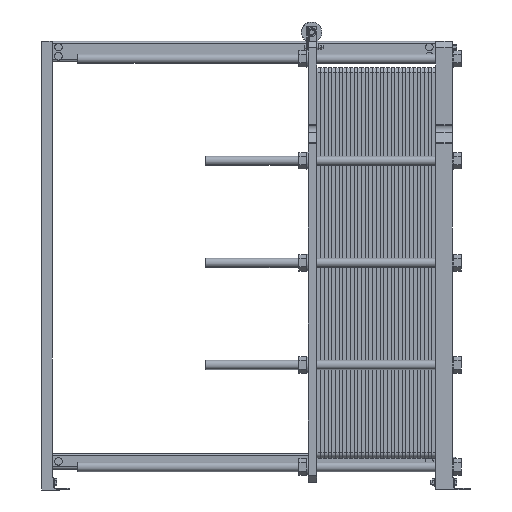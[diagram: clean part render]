
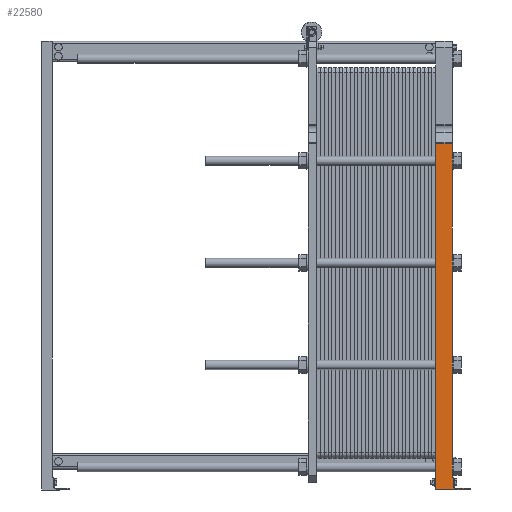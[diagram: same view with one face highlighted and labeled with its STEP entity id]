
A CAD part, left-side view. The second image highlights one B-rep face of the part: STEP entity #22580.
In plain terms, the highlighted planar face has unit normal (-1, 0, 0).
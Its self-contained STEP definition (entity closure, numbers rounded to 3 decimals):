
#3779=PLANE('',#23901);
#4601=FACE_OUTER_BOUND('',#5859,.T.);
#5859=EDGE_LOOP('',(#18763,#18764,#18765,#18766,#18767,#18768,#18769,#18770,
#18771,#18772,#18773,#18774,#18775,#18776,#18777,#18778,#18779,#18780,#18781));
#6871=CIRCLE('',#23871,3.5);
#6874=CIRCLE('',#23882,3.5);
#6875=CIRCLE('',#23885,7.);
#8417=LINE('',#34153,#10915);
#8418=LINE('',#34163,#10916);
#8423=LINE('',#34213,#10921);
#8424=LINE('',#34223,#10922);
#8634=LINE('',#34925,#11132);
#8666=LINE('',#35047,#11164);
#8678=LINE('',#35074,#11176);
#8680=LINE('',#35080,#11178);
#8681=LINE('',#35083,#11179);
#8695=LINE('',#35120,#11193);
#8696=LINE('',#35121,#11194);
#8697=LINE('',#35122,#11195);
#8698=LINE('',#35123,#11196);
#8699=LINE('',#35124,#11197);
#8708=LINE('',#35149,#11206);
#8709=LINE('',#35150,#11207);
#10915=VECTOR('',#26628,10.);
#10916=VECTOR('',#26641,10.);
#10921=VECTOR('',#26706,10.);
#10922=VECTOR('',#26719,10.);
#11132=VECTOR('',#27419,10.);
#11164=VECTOR('',#27527,10.);
#11176=VECTOR('',#27555,10.);
#11178=VECTOR('',#27563,10.);
#11179=VECTOR('',#27566,10.);
#11193=VECTOR('',#27594,10.);
#11194=VECTOR('',#27595,10.);
#11195=VECTOR('',#27596,10.);
#11196=VECTOR('',#27597,10.);
#11197=VECTOR('',#27598,10.);
#11206=VECTOR('',#27621,10.);
#11207=VECTOR('',#27622,10.);
#13366=VERTEX_POINT('',#34148);
#13367=VERTEX_POINT('',#34149);
#13369=VERTEX_POINT('',#34158);
#13370=VERTEX_POINT('',#34159);
#13384=VERTEX_POINT('',#34208);
#13385=VERTEX_POINT('',#34209);
#13387=VERTEX_POINT('',#34218);
#13388=VERTEX_POINT('',#34219);
#13634=VERTEX_POINT('',#34922);
#13635=VERTEX_POINT('',#34924);
#13683=VERTEX_POINT('',#35031);
#13684=VERTEX_POINT('',#35033);
#13687=VERTEX_POINT('',#35045);
#13692=VERTEX_POINT('',#35066);
#13693=VERTEX_POINT('',#35068);
#13694=VERTEX_POINT('',#35072);
#13695=VERTEX_POINT('',#35076);
#13696=VERTEX_POINT('',#35082);
#13712=VERTEX_POINT('',#35118);
#15154=EDGE_CURVE('',#13366,#13367,#8417,.T.);
#15158=EDGE_CURVE('',#13369,#13370,#8418,.T.);
#15178=EDGE_CURVE('',#13384,#13385,#8423,.T.);
#15182=EDGE_CURVE('',#13387,#13388,#8424,.T.);
#15496=EDGE_CURVE('',#13635,#13634,#8634,.T.);
#15549=EDGE_CURVE('',#13684,#13683,#6871,.T.);
#15556=EDGE_CURVE('',#13683,#13687,#8666,.T.);
#15567=EDGE_CURVE('',#13693,#13692,#6874,.T.);
#15570=EDGE_CURVE('',#13692,#13694,#8678,.T.);
#15572=EDGE_CURVE('',#13694,#13695,#6875,.T.);
#15573=EDGE_CURVE('',#13695,#13684,#8680,.T.);
#15574=EDGE_CURVE('',#13696,#13693,#8681,.T.);
#15594=EDGE_CURVE('',#13712,#13387,#8695,.T.);
#15595=EDGE_CURVE('',#13388,#13369,#8696,.T.);
#15596=EDGE_CURVE('',#13370,#13384,#8697,.T.);
#15597=EDGE_CURVE('',#13385,#13366,#8698,.T.);
#15598=EDGE_CURVE('',#13367,#13687,#8699,.T.);
#15613=EDGE_CURVE('',#13634,#13696,#8708,.T.);
#15614=EDGE_CURVE('',#13635,#13712,#8709,.T.);
#18763=ORIENTED_EDGE('',*,*,#15496,.T.);
#18764=ORIENTED_EDGE('',*,*,#15613,.T.);
#18765=ORIENTED_EDGE('',*,*,#15574,.T.);
#18766=ORIENTED_EDGE('',*,*,#15567,.T.);
#18767=ORIENTED_EDGE('',*,*,#15570,.T.);
#18768=ORIENTED_EDGE('',*,*,#15572,.T.);
#18769=ORIENTED_EDGE('',*,*,#15573,.T.);
#18770=ORIENTED_EDGE('',*,*,#15549,.T.);
#18771=ORIENTED_EDGE('',*,*,#15556,.T.);
#18772=ORIENTED_EDGE('',*,*,#15598,.F.);
#18773=ORIENTED_EDGE('',*,*,#15154,.F.);
#18774=ORIENTED_EDGE('',*,*,#15597,.F.);
#18775=ORIENTED_EDGE('',*,*,#15178,.F.);
#18776=ORIENTED_EDGE('',*,*,#15596,.F.);
#18777=ORIENTED_EDGE('',*,*,#15158,.F.);
#18778=ORIENTED_EDGE('',*,*,#15595,.F.);
#18779=ORIENTED_EDGE('',*,*,#15182,.F.);
#18780=ORIENTED_EDGE('',*,*,#15594,.F.);
#18781=ORIENTED_EDGE('',*,*,#15614,.F.);
#22580=ADVANCED_FACE('',(#4601),#3779,.T.);
#23871=AXIS2_PLACEMENT_3D('',#35034,#27512,#27513);
#23882=AXIS2_PLACEMENT_3D('',#35069,#27549,#27550);
#23885=AXIS2_PLACEMENT_3D('',#35078,#27559,#27560);
#23901=AXIS2_PLACEMENT_3D('',#35148,#27619,#27620);
#26628=DIRECTION('',(0.,0.,-1.));
#26641=DIRECTION('',(0.,0.,-1.));
#26706=DIRECTION('',(0.,0.,-1.));
#26719=DIRECTION('',(0.,0.,-1.));
#27419=DIRECTION('',(0.,0.,-1.));
#27512=DIRECTION('center_axis',(-1.,0.,0.));
#27513=DIRECTION('ref_axis',(0.,0.,-1.));
#27527=DIRECTION('',(0.,1.,0.));
#27549=DIRECTION('center_axis',(-1.,0.,0.));
#27550=DIRECTION('ref_axis',(0.,0.,-1.));
#27555=DIRECTION('',(0.,1.,0.));
#27559=DIRECTION('center_axis',(1.,0.,0.));
#27560=DIRECTION('ref_axis',(0.,0.,-1.));
#27563=DIRECTION('',(0.,0.,1.));
#27566=DIRECTION('',(0.,0.,1.));
#27594=DIRECTION('',(0.,0.,-1.));
#27595=DIRECTION('',(0.,0.,-1.));
#27596=DIRECTION('',(0.,0.,-1.));
#27597=DIRECTION('',(0.,0.,-1.));
#27598=DIRECTION('',(0.,0.,-1.));
#27619=DIRECTION('center_axis',(-1.,0.,0.));
#27620=DIRECTION('ref_axis',(0.,0.,
-1.));
#27621=DIRECTION('',(0.,-1.,0.));
#27622=DIRECTION('',(0.,-1.,0.));
#34148=CARTESIAN_POINT('',(-240.,-65.,108.241));
#34149=CARTESIAN_POINT('',(-240.,-65.,71.759));
#34153=CARTESIAN_POINT('',(-240.,-65.,1355.23));
#34158=CARTESIAN_POINT('',(-240.,-65.,906.241));
#34159=CARTESIAN_POINT('',(-240.,-65.,869.759));
#34163=CARTESIAN_POINT('',(-240.,-65.,1355.23));
#34208=CARTESIAN_POINT('',(-240.,-65.,507.241));
#34209=CARTESIAN_POINT('',(-240.,-65.,470.759));
#34213=CARTESIAN_POINT('',(-240.,-65.,1355.23));
#34218=CARTESIAN_POINT('',(-240.,-65.,1305.241));
#34219=CARTESIAN_POINT('',(-240.,-65.,1268.759));
#34223=CARTESIAN_POINT('',(-240.,-65.,1355.23));
#34922=CARTESIAN_POINT('',(-240.,0.,0.));
#34924=CARTESIAN_POINT('',(-240.,0.,1355.23));
#34925=CARTESIAN_POINT('',(-240.,0.,1355.23));
#35031=CARTESIAN_POINT('',(-240.,-67.5,50.));
#35033=CARTESIAN_POINT('',(-240.,-71.,46.5));
#35034=CARTESIAN_POINT('Origin',(-240.,-67.5,46.5));
#35045=CARTESIAN_POINT('',(-240.,-65.,50.));
#35047=CARTESIAN_POINT('',(-240.,-67.5,50.));
#35066=CARTESIAN_POINT('',(-240.,-131.5,6.));
#35068=CARTESIAN_POINT('',(-240.,-135.,2.5));
#35069=CARTESIAN_POINT('Origin',(-240.,-131.5,2.5));
#35072=CARTESIAN_POINT('',(-240.,-78.,6.));
#35074=CARTESIAN_POINT('',(-240.,-131.5,6.));
#35076=CARTESIAN_POINT('',(-240.,-71.,13.));
#35078=CARTESIAN_POINT('Origin',(-240.,-78.,13.));
#35080=CARTESIAN_POINT('',(-240.,-71.,13.));
#35082=CARTESIAN_POINT('',(-240.,-135.,0.));
#35083=CARTESIAN_POINT('',(-240.,-135.,0.));
#35118=CARTESIAN_POINT('',(-240.,-65.,1355.23));
#35120=CARTESIAN_POINT('',(-240.,-65.,1355.23));
#35121=CARTESIAN_POINT('',(-240.,-65.,1355.23));
#35122=CARTESIAN_POINT('',(-240.,-65.,1355.23));
#35123=CARTESIAN_POINT('',(-240.,-65.,1355.23));
#35124=CARTESIAN_POINT('',(-240.,-65.,1355.23));
#35148=CARTESIAN_POINT('Origin',(-240.,0.,1355.23));
#35149=CARTESIAN_POINT('',(-240.,0.,0.));
#35150=CARTESIAN_POINT('',(-240.,0.,1355.23));
